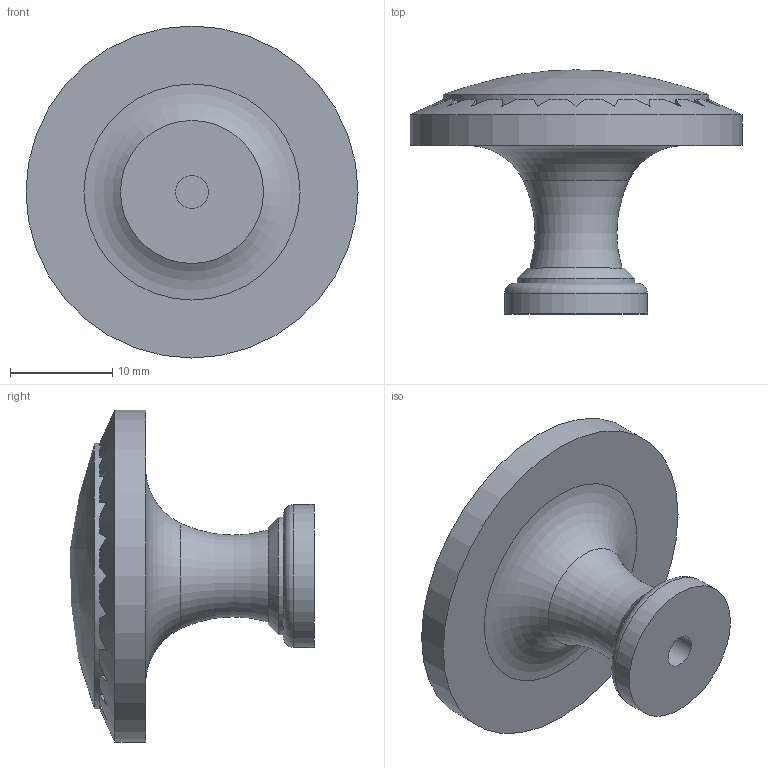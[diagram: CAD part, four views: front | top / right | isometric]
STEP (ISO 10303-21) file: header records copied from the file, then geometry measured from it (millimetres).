
FILE_DESCRIPTION(/* description */ (''),/* implementation_level */ '2;1');
FILE_NAME(/* name */ 'GZ-PALER-1.stp',/* time_stamp */ '2025-03-03T14:45:42+01:00',/* author */ ('BartlomiejH'),/* organization */ (''),/* preprocessor_version */ 'ST-DEVELOPER v20',/* originating_system */ 'Autodesk Inventor 2025',/* authorisation */ '');
FILE_SCHEMA (('AUTOMOTIVE_DESIGN { 1 0 10303 214 3 1 1 }'));
Length unit declared in the file: millimetre
Products named in the file (1): GZ-PALER-1-07
Bounding box: 32.5 x 23.9 x 32.5 mm (x, y, z)
Volume: 5963.7 mm3; surface area: 2766.6 mm2
Topology: 1 solids, 1 shells, 88 faces, 242 edges, 161 vertices
Faces by surface type: plane 77, cylinder 5, torus 3, cone 2, sphere 1
Full cylindrical faces by diameter (mm): 3.242 x1, 11.5 x1, 14 x1, 26 x1, 32.5 x1
Entity records: 2895 total; most frequent: CARTESIAN_POINT 588, ORIENTED_EDGE 484, DIRECTION 439, EDGE_CURVE 242, VERTEX_POINT 160, AXIS2_PLACEMENT_3D 156, LINE 127, VECTOR 127
